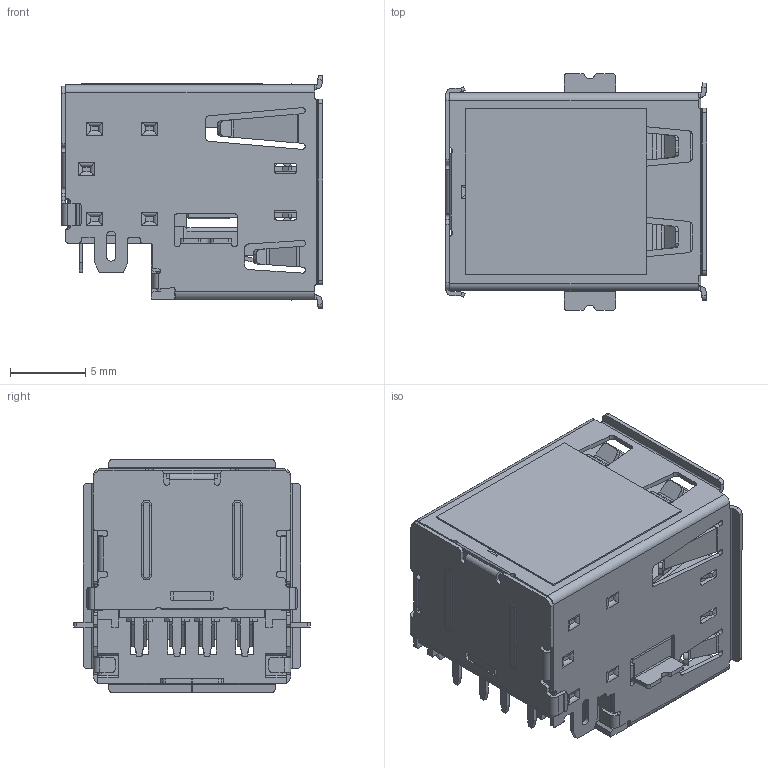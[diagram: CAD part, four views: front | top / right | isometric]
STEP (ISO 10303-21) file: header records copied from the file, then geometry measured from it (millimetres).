
FILE_DESCRIPTION(/* description */ ('Unknown'),/* implementation_level */ '2;1');
FILE_NAME(/* name */ '614108646521',/* time_stamp */ '2019-06-27T15:28:33+02:00',/* author */ ('Unknown'),/* organization */ ('Unknown'),/* preprocessor_version */ 'ST-DEVELOPER v16.7',/* originating_system */ 'DEX',/* authorisation */ $);
FILE_SCHEMA (('AUTOMOTIVE_DESIGN {1 0 10303 214 3 1 1}'));
Length unit declared in the file: millimetre
Products named in the file (9): 614108646521; 614108646521_Housing; 614108646521_Shielding2; 614108646521_Pin1; 614108646521_Housing2; 614108646521_Pin2; 614108646521_Shielding; 614108646521_Mylar; 614108646521_Shielding3
Assembly tree (14 placements, depth 2):
  614108646521
    614108646521_Housing
    614108646521_Shielding2
    614108646521_Pin1  x4
    614108646521_Housing2
    614108646521_Pin2  x4
    614108646521_Shielding
    614108646521_Mylar
    614108646521_Shielding3
Bounding box: 17.33 x 15.7 x 15.47 mm (x, y, z)
Volume: 1457.4 mm3; surface area: 5298.7 mm2
Topology: 14 solids, 14 shells, 1923 faces, 5317 edges, 3452 vertices
Faces by surface type: plane 1248, cylinder 583, bspline 58, torus 28, cone 4, sphere 2
Entity records: 53526 total; most frequent: CARTESIAN_POINT 10341, ORIENTED_EDGE 9046, DIRECTION 8499, EDGE_CURVE 4523, LINE 3431, VECTOR 3431, VERTEX_POINT 2930, AXIS2_PLACEMENT_3D 2534
